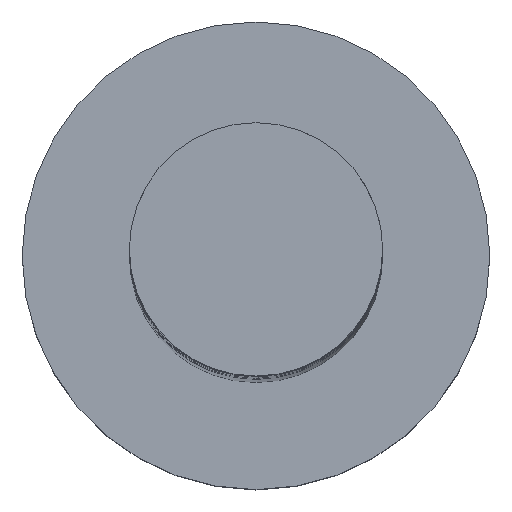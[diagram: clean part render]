
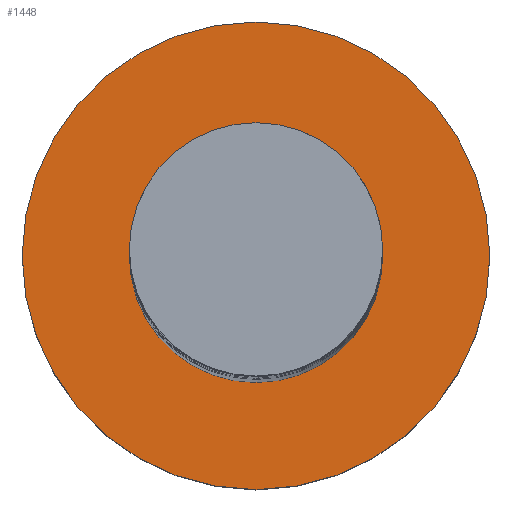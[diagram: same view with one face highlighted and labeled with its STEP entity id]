
A CAD part, top view. The second image highlights one B-rep face of the part: STEP entity #1448.
In plain terms, the highlighted planar face has unit normal (0, 0, 1).
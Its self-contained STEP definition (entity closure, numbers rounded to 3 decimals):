
#6 = DIRECTION ( 'NONE',  ( 1., 0., 0. ) ) ;
#40 = PLANE ( 'NONE',  #124 ) ;
#124 = AXIS2_PLACEMENT_3D ( 'NONE', #286, #620, #275 ) ;
#134 = DIRECTION ( 'NONE',  ( 0., 0., 1. ) ) ;
#143 = VERTEX_POINT ( 'NONE', #689 ) ;
#152 = EDGE_LOOP ( 'NONE', ( #944, #1091 ) ) ;
#154 = EDGE_LOOP ( 'NONE', ( #823, #856 ) ) ;
#170 = AXIS2_PLACEMENT_3D ( 'NONE', #477, #707, #934 ) ;
#275 = DIRECTION ( 'NONE',  ( 1., 0., 0. ) ) ;
#286 = CARTESIAN_POINT ( 'NONE',  ( 0., 0., 5. ) ) ;
#298 = EDGE_CURVE ( 'NONE', #143, #398, #496, .T. ) ;
#385 = FACE_OUTER_BOUND ( 'NONE', #154, .T. ) ;
#398 = VERTEX_POINT ( 'NONE', #642 ) ;
#420 = CARTESIAN_POINT ( 'NONE',  ( 6., 0., 5. ) ) ;
#477 = CARTESIAN_POINT ( 'NONE',  ( 0., 0., 5. ) ) ;
#496 = CIRCLE ( 'NONE', #1333, 3.25 ) ;
#502 = EDGE_CURVE ( 'NONE', #969, #1198, #801, .T. ) ;
#545 = EDGE_CURVE ( 'NONE', #398, #143, #1385, .T. ) ;
#548 = AXIS2_PLACEMENT_3D ( 'NONE', #788, #1375, #6 ) ;
#589 = DIRECTION ( 'NONE',  ( 1., 0., 0. ) ) ;
#596 = CARTESIAN_POINT ( 'NONE',  ( 0., 0., 5. ) ) ;
#620 = DIRECTION ( 'NONE',  ( 0., 0., 1. ) ) ;
#642 = CARTESIAN_POINT ( 'NONE',  ( 3.25, 0., 5. ) ) ;
#678 = CARTESIAN_POINT ( 'NONE',  ( -6., 0., 5. ) ) ;
#689 = CARTESIAN_POINT ( 'NONE',  ( -3.25, 0., 5. ) ) ;
#707 = DIRECTION ( 'NONE',  ( 0., 0., 1. ) ) ;
#788 = CARTESIAN_POINT ( 'NONE',  ( 0., 0., 5. ) ) ;
#799 = DIRECTION ( 'NONE',  ( 0., 0., 1. ) ) ;
#801 = CIRCLE ( 'NONE', #847, 6. ) ;
#823 = ORIENTED_EDGE ( 'NONE', *, *, #502, .T. ) ;
#847 = AXIS2_PLACEMENT_3D ( 'NONE', #596, #799, #1279 ) ;
#856 = ORIENTED_EDGE ( 'NONE', *, *, #911, .T. ) ;
#911 = EDGE_CURVE ( 'NONE', #1198, #969, #1195, .T. ) ;
#934 = DIRECTION ( 'NONE',  ( 1., 0., 0. ) ) ;
#941 = CARTESIAN_POINT ( 'NONE',  ( 0., 0., 5. ) ) ;
#944 = ORIENTED_EDGE ( 'NONE', *, *, #298, .F. ) ;
#969 = VERTEX_POINT ( 'NONE', #678 ) ;
#1039 = FACE_BOUND ( 'NONE', #152, .T. ) ;
#1091 = ORIENTED_EDGE ( 'NONE', *, *, #545, .F. ) ;
#1195 = CIRCLE ( 'NONE', #548, 6. ) ;
#1198 = VERTEX_POINT ( 'NONE', #420 ) ;
#1279 = DIRECTION ( 'NONE',  ( 1., 0., 0. ) ) ;
#1333 = AXIS2_PLACEMENT_3D ( 'NONE', #941, #134, #589 ) ;
#1375 = DIRECTION ( 'NONE',  ( 0., 0., 1. ) ) ;
#1385 = CIRCLE ( 'NONE', #170, 3.25 ) ;
#1448 = ADVANCED_FACE ( 'NONE', ( #1039, #385 ), #40, .T. ) ;
